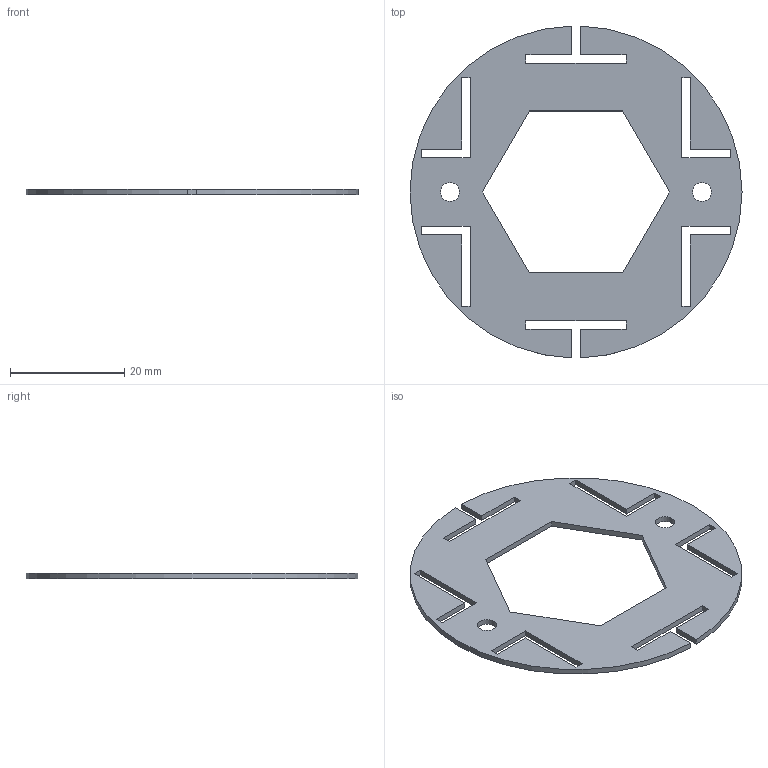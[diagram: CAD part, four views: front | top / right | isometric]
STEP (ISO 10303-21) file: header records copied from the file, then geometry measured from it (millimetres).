
FILE_DESCRIPTION(/* description */ (''),/* implementation_level */ '2;1');
FILE_NAME(/* name */ '101523.1415.000.stp',/* time_stamp */ '2017-01-16T09:34:29+01:00',/* author */ (''),/* organization */ (''),/* preprocessor_version */ 'ST-DEVELOPER v11',/* originating_system */ 'SIEMENS PLM Software NX 7.5',/* authorisation */ '');
FILE_SCHEMA (('CONFIG_CONTROL_DESIGN'));
Length unit declared in the file: millimetre
Products named in the file (2): 101523.1415.000_0
Assembly tree (1 placements, depth 2):
  101523.1415.000_0
    101523.1415.000_0
Bounding box: 58 x 57.98 x 1 mm (x, y, z)
Volume: 1737.9 mm3; surface area: 4046.7 mm2
Topology: 1 solids, 1 shells, 50 faces, 146 edges, 98 vertices
Faces by surface type: plane 46, cylinder 4
Full cylindrical faces by diameter (mm): 3.3 x2
Entity records: 1833 total; most frequent: CARTESIAN_POINT 290, ORIENTED_EDGE 284, DIRECTION 254, EDGE_CURVE 142, LINE 134, VECTOR 134, VERTEX_POINT 96, EDGE_LOOP 66
